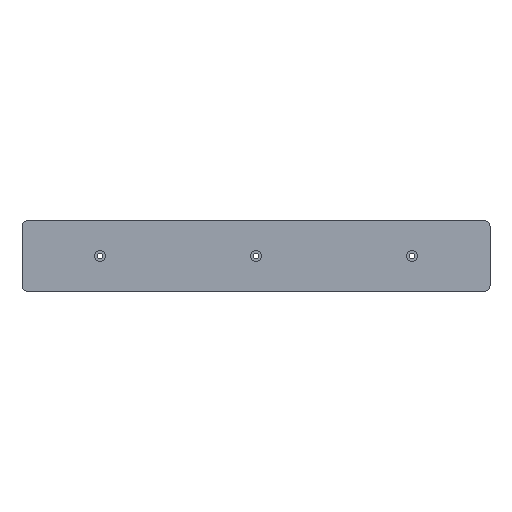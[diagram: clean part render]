
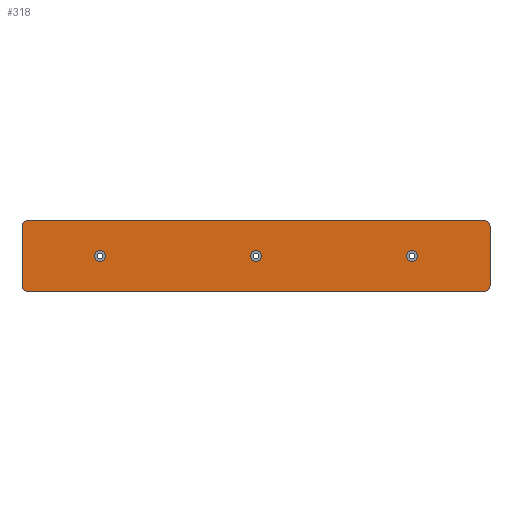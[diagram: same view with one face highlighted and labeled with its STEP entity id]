
A CAD part, top view. The second image highlights one B-rep face of the part: STEP entity #318.
In plain terms, the highlighted planar face has unit normal (0, 0, 1).
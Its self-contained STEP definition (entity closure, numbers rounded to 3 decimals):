
#23=LINE('',#533,#45);
#24=LINE('',#537,#46);
#25=LINE('',#541,#47);
#26=LINE('',#544,#48);
#45=VECTOR('',#440,10.);
#46=VECTOR('',#443,10.);
#47=VECTOR('',#446,10.);
#48=VECTOR('',#449,10.);
#72=FACE_BOUND('',#111,.T.);
#73=FACE_BOUND('',#112,.T.);
#74=FACE_BOUND('',#113,.T.);
#88=FACE_OUTER_BOUND('',#110,.T.);
#110=EDGE_LOOP('',(#249,#250,#251,#252,#253,#254,#255,#256));
#111=EDGE_LOOP('',(#257));
#112=EDGE_LOOP('',(#258));
#113=EDGE_LOOP('',(#259));
#127=CIRCLE('',#345,3.);
#131=CIRCLE('',#352,3.);
#135=CIRCLE('',#359,3.);
#138=CIRCLE('',#364,3.);
#139=CIRCLE('',#366,3.);
#140=CIRCLE('',#367,3.);
#141=CIRCLE('',#368,3.);
#147=VERTEX_POINT('',#489);
#151=VERTEX_POINT('',#502);
#155=VERTEX_POINT('',#515);
#159=VERTEX_POINT('',#526);
#160=VERTEX_POINT('',#528);
#161=VERTEX_POINT('',#532);
#162=VERTEX_POINT('',#534);
#163=VERTEX_POINT('',#536);
#164=VERTEX_POINT('',#538);
#165=VERTEX_POINT('',#540);
#166=VERTEX_POINT('',#542);
#175=EDGE_CURVE('',#147,#147,#127,.T.);
#181=EDGE_CURVE('',#151,#151,#131,.T.);
#187=EDGE_CURVE('',#155,#155,#135,.T.);
#193=EDGE_CURVE('',#159,#160,#138,.T.);
#195=EDGE_CURVE('',#161,#159,#23,.T.);
#196=EDGE_CURVE('',#162,#161,#139,.T.);
#197=EDGE_CURVE('',#163,#162,#24,.T.);
#198=EDGE_CURVE('',#164,#163,#140,.T.);
#199=EDGE_CURVE('',#165,#164,#25,.T.);
#200=EDGE_CURVE('',#166,#165,#141,.T.);
#201=EDGE_CURVE('',#160,#166,#26,.T.);
#249=ORIENTED_EDGE('',*,*,#193,.F.);
#250=ORIENTED_EDGE('',*,*,#195,.F.);
#251=ORIENTED_EDGE('',*,*,#196,.F.);
#252=ORIENTED_EDGE('',*,*,#197,.F.);
#253=ORIENTED_EDGE('',*,*,#198,.F.);
#254=ORIENTED_EDGE('',*,*,#199,.F.);
#255=ORIENTED_EDGE('',*,*,#200,.F.);
#256=ORIENTED_EDGE('',*,*,#201,.F.);
#257=ORIENTED_EDGE('',*,*,#175,.T.);
#258=ORIENTED_EDGE('',*,*,#181,.T.);
#259=ORIENTED_EDGE('',*,*,#187,.T.);
#302=PLANE('',#365);
#318=ADVANCED_FACE('',(#88,#72,#73,#74),#302,.F.);
#345=AXIS2_PLACEMENT_3D('',#490,#390,#391);
#352=AXIS2_PLACEMENT_3D('',#503,#406,#407);
#359=AXIS2_PLACEMENT_3D('',#516,#422,#423);
#364=AXIS2_PLACEMENT_3D('',#529,#435,#436);
#365=AXIS2_PLACEMENT_3D('',#531,#438,#439);
#366=AXIS2_PLACEMENT_3D('',#535,#441,#442);
#367=AXIS2_PLACEMENT_3D('',#539,#444,#445);
#368=AXIS2_PLACEMENT_3D('',#543,#447,#448);
#390=DIRECTION('center_axis',(0.,0.,-1.));
#391=DIRECTION('ref_axis',(1.,0.,0.));
#406=DIRECTION('center_axis',(0.,0.,-1.));
#407=DIRECTION('ref_axis',(1.,0.,0.));
#422=DIRECTION('center_axis',(0.,0.,-1.));
#423=DIRECTION('ref_axis',(1.,0.,0.));
#435=DIRECTION('center_axis',(0.,0.,-1.));
#436=DIRECTION('ref_axis',(-0.707,0.707,0.));
#438=DIRECTION('center_axis',(0.,0.,-1.));
#439=DIRECTION('ref_axis',(-1.,0.,0.));
#440=DIRECTION('',(0.,1.,0.));
#441=DIRECTION('center_axis',(0.,0.,-1.));
#442=DIRECTION('ref_axis',(-0.707,-0.707,0.));
#443=DIRECTION('',(-1.,0.,0.));
#444=DIRECTION('center_axis',(0.,0.,-1.));
#445=DIRECTION('ref_axis',(0.707,-0.707,0.));
#446=DIRECTION('',(0.,-1.,0.));
#447=DIRECTION('center_axis',(0.,0.,-1.));
#448=DIRECTION('ref_axis',(0.707,0.707,0.));
#449=DIRECTION('',(1.,0.,0.));
#489=CARTESIAN_POINT('',(82.367,-8.5,12.247));
#490=CARTESIAN_POINT('Origin',(85.367,-8.5,12.247));
#502=CARTESIAN_POINT('',(-3.,-8.5,12.247));
#503=CARTESIAN_POINT('Origin',(0.,-8.5,
12.247));
#515=CARTESIAN_POINT('',(-88.367,-8.5,12.247));
#516=CARTESIAN_POINT('Origin',(-85.367,-8.5,12.247));
#526=CARTESIAN_POINT('',(-128.05,7.8,12.247));
#528=CARTESIAN_POINT('',(-125.05,10.8,12.247));
#529=CARTESIAN_POINT('Origin',(-125.05,7.8,12.247));
#531=CARTESIAN_POINT('Origin',(0.,0.,12.247));
#532=CARTESIAN_POINT('',(-128.05,-24.8,12.247));
#533=CARTESIAN_POINT('',(-128.05,5.55,12.247));
#534=CARTESIAN_POINT('',(-125.05,-27.8,12.247));
#535=CARTESIAN_POINT('Origin',(-125.05,-24.8,12.247));
#536=CARTESIAN_POINT('',(125.05,-27.8,12.247));
#537=CARTESIAN_POINT('',(-64.175,-27.8,12.247));
#538=CARTESIAN_POINT('',(128.05,-24.8,12.247));
#539=CARTESIAN_POINT('Origin',(125.05,-24.8,12.247));
#540=CARTESIAN_POINT('',(128.05,7.8,12.247));
#541=CARTESIAN_POINT('',(128.05,-14.05,12.247));
#542=CARTESIAN_POINT('',(125.05,10.8,12.247));
#543=CARTESIAN_POINT('Origin',(125.05,7.8,12.247));
#544=CARTESIAN_POINT('',(64.175,10.8,12.247));
